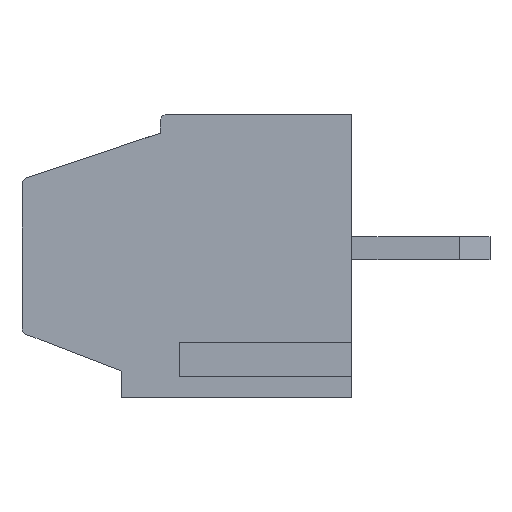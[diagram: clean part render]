
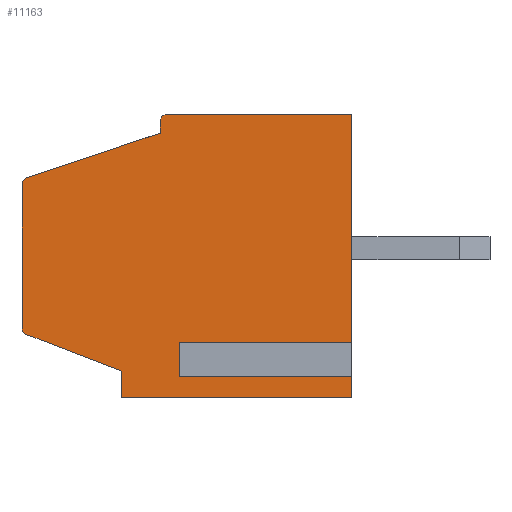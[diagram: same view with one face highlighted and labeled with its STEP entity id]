
A CAD part, left-side view. The second image highlights one B-rep face of the part: STEP entity #11163.
In plain terms, the highlighted planar face has unit normal (-1, 0, 0).
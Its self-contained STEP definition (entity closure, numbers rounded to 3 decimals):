
#149 = DIRECTION ( 'NONE',  ( 0., 0., -1. ) ) ;
#247 = DIRECTION ( 'NONE',  ( 1., 0., 0. ) ) ;
#447 = CARTESIAN_POINT ( 'NONE',  ( 0., 0., 1.268 ) ) ;
#521 = VECTOR ( 'NONE', #10454, 1000. ) ;
#736 = CARTESIAN_POINT ( 'NONE',  ( 0., 6., 0.7 ) ) ;
#1064 = VERTEX_POINT ( 'NONE', #5883 ) ;
#1148 = LINE ( 'NONE', #9333, #8998 ) ;
#1282 = FACE_OUTER_BOUND ( 'NONE', #18811, .T. ) ;
#1351 = LINE ( 'NONE', #9165, #6166 ) ;
#1369 = EDGE_CURVE ( 'NONE', #21020, #22962, #18759, .T. ) ;
#1480 = EDGE_CURVE ( 'NONE', #8793, #18579, #22724, .T. ) ;
#1914 = VERTEX_POINT ( 'NONE', #5590 ) ;
#2050 = VECTOR ( 'NONE', #3198, 1000. ) ;
#2157 = CARTESIAN_POINT ( 'NONE',  ( 0., 8.6, 7.4 ) ) ;
#2299 = ORIENTED_EDGE ( 'NONE', *, *, #21734, .F. ) ;
#2381 = ORIENTED_EDGE ( 'NONE', *, *, #24941, .T. ) ;
#2517 = DIRECTION ( 'NONE',  ( 0., -0.949, 0.316 ) ) ;
#2580 = EDGE_CURVE ( 'NONE', #21020, #1914, #14259, .T. ) ;
#2843 = VECTOR ( 'NONE', #2517, 1000. ) ;
#3106 = VERTEX_POINT ( 'NONE', #736 ) ;
#3198 = DIRECTION ( 'NONE',  ( 0., 0., 1. ) ) ;
#3291 = DIRECTION ( 'NONE',  ( -1., 0., 0. ) ) ;
#3603 = DIRECTION ( 'NONE',  ( 0., -1., 0. ) ) ;
#3672 = ORIENTED_EDGE ( 'NONE', *, *, #5821, .F. ) ;
#4133 = EDGE_CURVE ( 'NONE', #18060, #13322, #22656, .T. ) ;
#4357 = EDGE_CURVE ( 'NONE', #8793, #12004, #11716, .T. ) ;
#4552 = ORIENTED_EDGE ( 'NONE', *, *, #12439, .F. ) ;
#4674 = VERTEX_POINT ( 'NONE', #24030 ) ;
#5355 = VERTEX_POINT ( 'NONE', #19137 ) ;
#5413 = LINE ( 'NONE', #16909, #21101 ) ;
#5571 = CARTESIAN_POINT ( 'NONE',  ( 0., 8.463, 5.746 ) ) ;
#5590 = CARTESIAN_POINT ( 'NONE',  ( 0., 0., 7.4 ) ) ;
#5821 = EDGE_CURVE ( 'NONE', #8671, #3106, #1148, .T. ) ;
#5868 = EDGE_CURVE ( 'NONE', #21520, #18579, #21990, .T. ) ;
#5883 = CARTESIAN_POINT ( 'NONE',  ( 0., 0., 0.732 ) ) ;
#5928 = LINE ( 'NONE', #15765, #8725 ) ;
#6057 = DIRECTION ( 'NONE',  ( 0., -1., 0. ) ) ;
#6166 = VECTOR ( 'NONE', #16908, 1000. ) ;
#6286 = DIRECTION ( 'NONE',  ( 0., 0., 1. ) ) ;
#6626 = VECTOR ( 'NONE', #11524, 1000. ) ;
#7000 = VERTEX_POINT ( 'NONE', #16646 ) ;
#7546 = PLANE ( 'NONE',  #15178 ) ;
#7961 = DIRECTION ( 'NONE',  ( -1., 0., 0. ) ) ;
#8385 = CARTESIAN_POINT ( 'NONE',  ( 0., 5., 7.2 ) ) ;
#8671 = VERTEX_POINT ( 'NONE', #24223 ) ;
#8725 = VECTOR ( 'NONE', #6057, 1000. ) ;
#8793 = VERTEX_POINT ( 'NONE', #18714 ) ;
#8998 = VECTOR ( 'NONE', #18632, 1000. ) ;
#9165 = CARTESIAN_POINT ( 'NONE',  ( 0., 8.6, 1.7 ) ) ;
#9333 = CARTESIAN_POINT ( 'NONE',  ( 0., 6., 0.7 ) ) ;
#10019 = CARTESIAN_POINT ( 'NONE',  ( 0., 4.8, 7.4 ) ) ;
#10454 = DIRECTION ( 'NONE',  ( 0., -1., 0. ) ) ;
#11163 = ADVANCED_FACE ( 'NONE', ( #1282 ), #7546, .F. ) ;
#11316 = CARTESIAN_POINT ( 'NONE',  ( 0., 5.53, 1.268 ) ) ;
#11347 = CARTESIAN_POINT ( 'NONE',  ( 0., 8.4, 5.556 ) ) ;
#11524 = DIRECTION ( 'NONE',  ( 0., 0., 1. ) ) ;
#11716 = CIRCLE ( 'NONE', #19459, 0.2 ) ;
#12004 = VERTEX_POINT ( 'NONE', #24546 ) ;
#12301 = ORIENTED_EDGE ( 'NONE', *, *, #5868, .T. ) ;
#12439 = EDGE_CURVE ( 'NONE', #21520, #7000, #14112, .T. ) ;
#13168 = VECTOR ( 'NONE', #14190, 1000. ) ;
#13322 = VERTEX_POINT ( 'NONE', #447 ) ;
#13880 = VECTOR ( 'NONE', #6286, 1000. ) ;
#13989 = CARTESIAN_POINT ( 'NONE',  ( 0., 8.6, 5.7 ) ) ;
#14112 = LINE ( 'NONE', #13989, #2843 ) ;
#14190 = DIRECTION ( 'NONE',  ( 0., 0., -1. ) ) ;
#14205 = ORIENTED_EDGE ( 'NONE', *, *, #21163, .T. ) ;
#14259 = LINE ( 'NONE', #24230, #521 ) ;
#14274 = ORIENTED_EDGE ( 'NONE', *, *, #19323, .F. ) ;
#14661 = ORIENTED_EDGE ( 'NONE', *, *, #23603, .F. ) ;
#14846 = ORIENTED_EDGE ( 'NONE', *, *, #1369, .T. ) ;
#15076 = CARTESIAN_POINT ( 'NONE',  ( 0., 0., 7.4 ) ) ;
#15172 = DIRECTION ( 'NONE',  ( 0., 0., -1. ) ) ;
#15178 = AXIS2_PLACEMENT_3D ( 'NONE', #2157, #247, #25277 ) ;
#15341 = LINE ( 'NONE', #15076, #6626 ) ;
#15428 = ORIENTED_EDGE ( 'NONE', *, *, #20246, .T. ) ;
#15765 = CARTESIAN_POINT ( 'NONE',  ( 0., 5.53, 0.732 ) ) ;
#15877 = ORIENTED_EDGE ( 'NONE', *, *, #4133, .T. ) ;
#15932 = AXIS2_PLACEMENT_3D ( 'NONE', #17636, #7961, #149 ) ;
#15934 = CARTESIAN_POINT ( 'NONE',  ( 0., 4.5, 1.268 ) ) ;
#15987 = LINE ( 'NONE', #23756, #13880 ) ;
#16646 = CARTESIAN_POINT ( 'NONE',  ( 0., 5., 6.9 ) ) ;
#16757 = CARTESIAN_POINT ( 'NONE',  ( 0., 0., 7.4 ) ) ;
#16807 = DIRECTION ( 'NONE',  ( 0., -1., 0. ) ) ;
#16908 = DIRECTION ( 'NONE',  ( 0., 0.933, 0.359 ) ) ;
#16909 = CARTESIAN_POINT ( 'NONE',  ( 0., 8.6, 0. ) ) ;
#17082 = DIRECTION ( 'NONE',  ( 0., 0., -1. ) ) ;
#17636 = CARTESIAN_POINT ( 'NONE',  ( 0., 4.8, 7.2 ) ) ;
#18060 = VERTEX_POINT ( 'NONE', #15934 ) ;
#18396 = CARTESIAN_POINT ( 'NONE',  ( 0., 8.6, 5.556 ) ) ;
#18579 = VERTEX_POINT ( 'NONE', #18396 ) ;
#18632 = DIRECTION ( 'NONE',  ( 0., 0., 1. ) ) ;
#18697 = ORIENTED_EDGE ( 'NONE', *, *, #1480, .F. ) ;
#18714 = CARTESIAN_POINT ( 'NONE',  ( 0., 8.6, 1.837 ) ) ;
#18759 = CIRCLE ( 'NONE', #15932, 0.2 ) ;
#18811 = EDGE_LOOP ( 'NONE', ( #19426, #14846, #19916, #4552, #12301, #18697, #23885, #2299, #3672, #15428, #2381, #14661, #14274, #15877, #14205 ) ) ;
#19137 = CARTESIAN_POINT ( 'NONE',  ( 0., 0., 0. ) ) ;
#19323 = EDGE_CURVE ( 'NONE', #18060, #4674, #22097, .T. ) ;
#19426 = ORIENTED_EDGE ( 'NONE', *, *, #2580, .F. ) ;
#19459 = AXIS2_PLACEMENT_3D ( 'NONE', #21054, #22693, #17082 ) ;
#19916 = ORIENTED_EDGE ( 'NONE', *, *, #23148, .F. ) ;
#20246 = EDGE_CURVE ( 'NONE', #8671, #5355, #5413, .T. ) ;
#21020 = VERTEX_POINT ( 'NONE', #10019 ) ;
#21054 = CARTESIAN_POINT ( 'NONE',  ( 0., 8.4, 1.837 ) ) ;
#21101 = VECTOR ( 'NONE', #3603, 1000. ) ;
#21163 = EDGE_CURVE ( 'NONE', #13322, #1914, #15341, .T. ) ;
#21520 = VERTEX_POINT ( 'NONE', #5571 ) ;
#21734 = EDGE_CURVE ( 'NONE', #3106, #12004, #1351, .T. ) ;
#21990 = CIRCLE ( 'NONE', #23624, 0.2 ) ;
#22097 = LINE ( 'NONE', #23777, #13168 ) ;
#22482 = VECTOR ( 'NONE', #24549, 1000. ) ;
#22656 = LINE ( 'NONE', #11316, #23066 ) ;
#22693 = DIRECTION ( 'NONE',  ( -1., 0., 0. ) ) ;
#22724 = LINE ( 'NONE', #24913, #2050 ) ;
#22962 = VERTEX_POINT ( 'NONE', #8385 ) ;
#23066 = VECTOR ( 'NONE', #16807, 1000. ) ;
#23148 = EDGE_CURVE ( 'NONE', #7000, #22962, #15987, .T. ) ;
#23603 = EDGE_CURVE ( 'NONE', #4674, #1064, #5928, .T. ) ;
#23624 = AXIS2_PLACEMENT_3D ( 'NONE', #11347, #3291, #15172 ) ;
#23756 = CARTESIAN_POINT ( 'NONE',  ( 0., 5., 6.9 ) ) ;
#23777 = CARTESIAN_POINT ( 'NONE',  ( 0., 4.5, 0.732 ) ) ;
#23885 = ORIENTED_EDGE ( 'NONE', *, *, #4357, .T. ) ;
#24030 = CARTESIAN_POINT ( 'NONE',  ( 0., 4.5, 0.732 ) ) ;
#24223 = CARTESIAN_POINT ( 'NONE',  ( 0., 6., 0. ) ) ;
#24230 = CARTESIAN_POINT ( 'NONE',  ( 0., 8.6, 7.4 ) ) ;
#24546 = CARTESIAN_POINT ( 'NONE',  ( 0., 8.472, 1.651 ) ) ;
#24549 = DIRECTION ( 'NONE',  ( 0., 0., 1. ) ) ;
#24679 = LINE ( 'NONE', #16757, #22482 ) ;
#24913 = CARTESIAN_POINT ( 'NONE',  ( 0., 8.6, 7.4 ) ) ;
#24941 = EDGE_CURVE ( 'NONE', #5355, #1064, #24679, .T. ) ;
#25277 = DIRECTION ( 'NONE',  ( 0., 0., -1. ) ) ;
